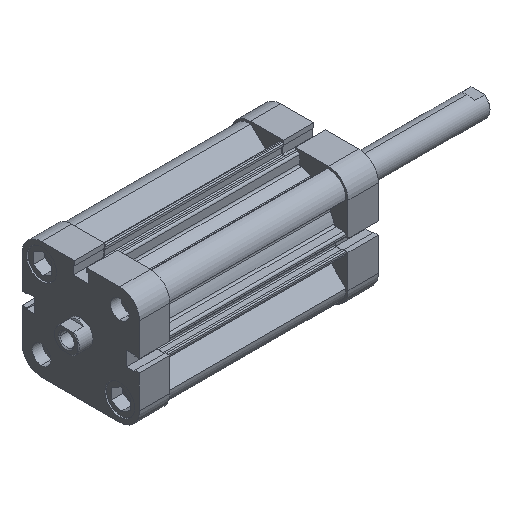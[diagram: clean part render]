
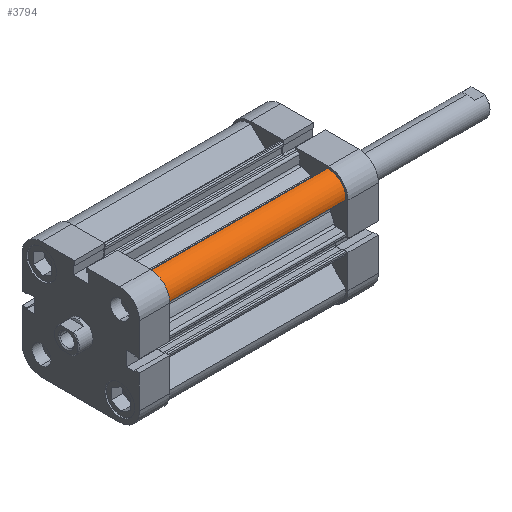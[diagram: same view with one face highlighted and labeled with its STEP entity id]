
A CAD part, isometric view. The second image highlights one B-rep face of the part: STEP entity #3794.
In plain terms, the highlighted cylindrical face has radius 8.5 mm (diameter 17 mm), a partial arc.
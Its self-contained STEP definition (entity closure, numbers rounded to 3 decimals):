
#267 = EDGE_LOOP ( 'NONE', ( #515, #514, #513, #512 ) ) ;
#512 = ORIENTED_EDGE ( 'NONE', *, *, #2849, .T. ) ;
#513 = ORIENTED_EDGE ( 'NONE', *, *, #2981, .F. ) ;
#514 = ORIENTED_EDGE ( 'NONE', *, *, #2758, .F. ) ;
#515 = ORIENTED_EDGE ( 'NONE', *, *, #2905, .T. ) ;
#1062 = FACE_OUTER_BOUND ( 'NONE', #267, .T. ) ;
#1064 = CYLINDRICAL_SURFACE ( 'NONE', #3448, 8.5 ) ;
#1917 = CARTESIAN_POINT ( 'NONE',  ( 18.654, -27.493, 86.5 ) ) ;
#1953 = CARTESIAN_POINT ( 'NONE',  ( 27.493, -18.654, 86.5 ) ) ;
#2102 = CARTESIAN_POINT ( 'NONE',  ( 18.654, -27.493, 0. ) ) ;
#2138 = CARTESIAN_POINT ( 'NONE',  ( 27.493, -18.654, 0. ) ) ;
#2758 = EDGE_CURVE ( 'NONE', #4160, #4345, #7313, .T. ) ;
#2849 = EDGE_CURVE ( 'NONE', #4124, #4309, #7437, .T. ) ;
#2905 = EDGE_CURVE ( 'NONE', #4309, #4345, #7531, .T. ) ;
#2981 = EDGE_CURVE ( 'NONE', #4124, #4160, #7654, .T. ) ;
#3288 = AXIS2_PLACEMENT_3D ( 'NONE', #4819, #4826, #4827 ) ;
#3312 = AXIS2_PLACEMENT_3D ( 'NONE', #4998, #5000, #5001 ) ;
#3448 = AXIS2_PLACEMENT_3D ( 'NONE', #5774, #5763, #5766 ) ;
#3794 = ADVANCED_FACE ( 'NONE', ( #1062 ), #1064, .T. ) ;
#4124 = VERTEX_POINT ( 'NONE', #1917 ) ;
#4160 = VERTEX_POINT ( 'NONE', #1953 ) ;
#4309 = VERTEX_POINT ( 'NONE', #2102 ) ;
#4345 = VERTEX_POINT ( 'NONE', #2138 ) ;
#4498 = CARTESIAN_POINT ( 'NONE',  ( 27.493, -18.654, 86.5 ) ) ;
#4499 = DIRECTION ( 'NONE',  ( 0., 0., -1. ) ) ;
#4685 = CARTESIAN_POINT ( 'NONE',  ( 18.654, -27.493, 86.5 ) ) ;
#4698 = DIRECTION ( 'NONE',  ( 0., 0., -1. ) ) ;
#4819 = CARTESIAN_POINT ( 'NONE',  ( 19., -19., 0. ) ) ;
#4826 = DIRECTION ( 'NONE',  ( 0., 0., 1. ) ) ;
#4827 = DIRECTION ( 'NONE',  ( -1., 0., 0. ) ) ;
#4998 = CARTESIAN_POINT ( 'NONE',  ( 19., -19., 86.5 ) ) ;
#5000 = DIRECTION ( 'NONE',  ( 0., 0., 1. ) ) ;
#5001 = DIRECTION ( 'NONE',  ( -1., 0., 0. ) ) ;
#5763 = DIRECTION ( 'NONE',  ( 0., 0., -1. ) ) ;
#5766 = DIRECTION ( 'NONE',  ( -1., 0., 0. ) ) ;
#5774 = CARTESIAN_POINT ( 'NONE',  ( 19., -19., 86.5 ) ) ;
#7313 = LINE ( 'NONE', #4498, #7314 ) ;
#7314 = VECTOR ( 'NONE', #4499, 1000. ) ;
#7437 = LINE ( 'NONE', #4685, #7443 ) ;
#7443 = VECTOR ( 'NONE', #4698, 1000. ) ;
#7531 = CIRCLE ( 'NONE', #3288, 8.5 ) ;
#7654 = CIRCLE ( 'NONE', #3312, 8.5 ) ;
